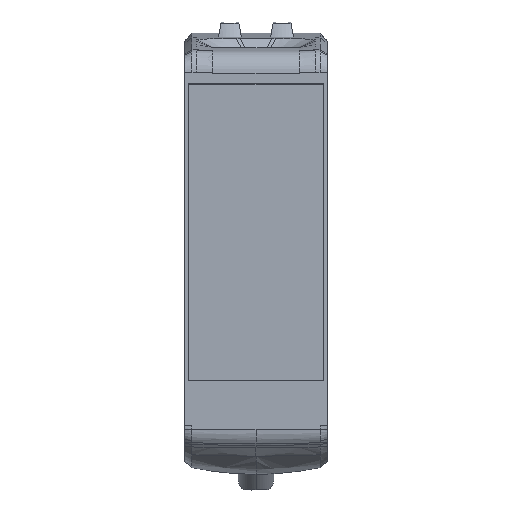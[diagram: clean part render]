
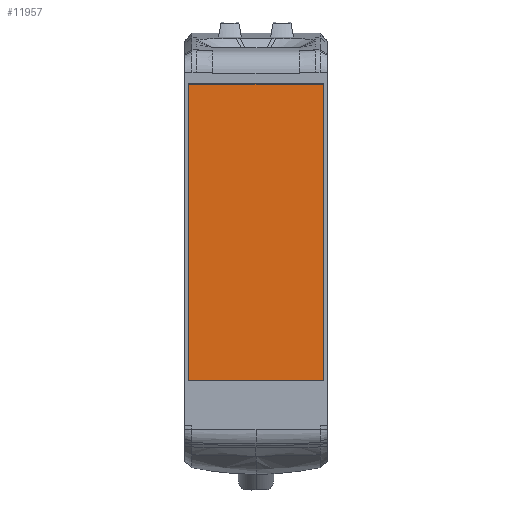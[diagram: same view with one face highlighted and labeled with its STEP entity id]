
A CAD part, top view. The second image highlights one B-rep face of the part: STEP entity #11957.
In plain terms, the highlighted planar face has unit normal (0, 0, 1).
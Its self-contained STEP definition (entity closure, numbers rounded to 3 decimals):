
#5054=DIRECTION('',(0.,-1.,0.));
#5055=VECTOR('',#5054,41.45);
#5056=CARTESIAN_POINT('',(9.425,48.325,5.7));
#5057=LINE('',#5056,#5055);
#5061=DIRECTION('',(-1.,0.,0.));
#5062=VECTOR('',#5061,18.85);
#5063=CARTESIAN_POINT('',(9.425,6.875,5.7));
#5064=LINE('',#5063,#5062);
#5068=DIRECTION('',(0.,1.,0.));
#5069=VECTOR('',#5068,41.45);
#5070=CARTESIAN_POINT('',(-9.425,6.875,5.7));
#5071=LINE('',#5070,#5069);
#5075=DIRECTION('',(1.,0.,0.));
#5076=VECTOR('',#5075,18.85);
#5077=CARTESIAN_POINT('',(-9.425,48.325,5.7));
#5078=LINE('',#5077,#5076);
#5793=CARTESIAN_POINT('',(-9.425,6.875,5.7));
#5794=VERTEX_POINT('',#5793);
#5795=CARTESIAN_POINT('',(9.425,6.875,5.7));
#5796=VERTEX_POINT('',#5795);
#5797=CARTESIAN_POINT('',(-9.425,48.325,5.7));
#5798=VERTEX_POINT('',#5797);
#5799=CARTESIAN_POINT('',(9.425,48.325,5.7));
#5800=VERTEX_POINT('',#5799);
#11946=CARTESIAN_POINT('',(0.,18.,5.7));
#11947=DIRECTION('',(0.,0.,-1.));
#11948=DIRECTION('',(-1.,0.,0.));
#11949=AXIS2_PLACEMENT_3D('',#11946,#11947,#11948);
#11950=PLANE('',#11949);
#11951=ORIENTED_EDGE('',*,*,#11940,.T.);
#11952=ORIENTED_EDGE('',*,*,#11891,.T.);
#11953=ORIENTED_EDGE('',*,*,#11909,.T.);
#11954=ORIENTED_EDGE('',*,*,#11926,.T.);
#11955=EDGE_LOOP('',(#11951,#11952,#11953,#11954));
#11956=FACE_OUTER_BOUND('',#11955,.F.);
#11957=ADVANCED_FACE('',(#11956),#11950,.F.);
#11891=EDGE_CURVE('',#5796,#5794,#5064,.T.);
#11909=EDGE_CURVE('',#5794,#5798,#5071,.T.);
#11926=EDGE_CURVE('',#5798,#5800,#5078,.T.);
#11940=EDGE_CURVE('',#5800,#5796,#5057,.T.);
